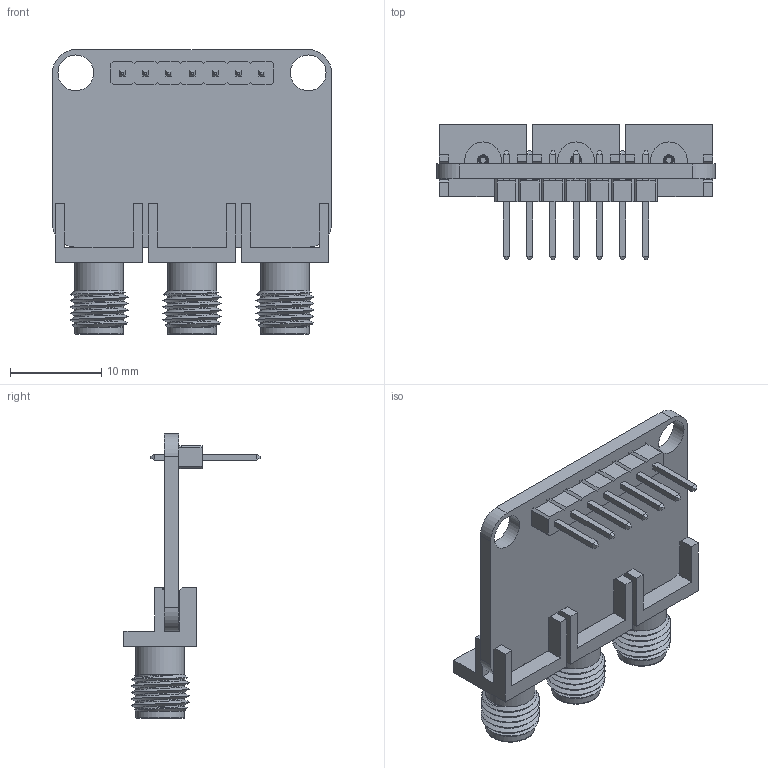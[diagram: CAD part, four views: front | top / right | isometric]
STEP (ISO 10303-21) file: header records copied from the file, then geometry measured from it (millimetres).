
FILE_DESCRIPTION(/* description */ (''),/* implementation_level */ '2;1');
FILE_NAME(/* name */ 'module Si5355A.stp',/* time_stamp */ '2021-10-24T21:29:56+07:00',/* author */ ('Phuc Bin'),/* organization */ (''),/* preprocessor_version */ 'ST-DEVELOPER v18',/* originating_system */ 'Autodesk Inventor 2020',/* authorisation */ '');
FILE_SCHEMA (('AUTOMOTIVE_DESIGN { 1 0 10303 214 3 1 1 }'));
Length unit declared in the file: inch
Products named in the file (4): module Si5355A; Board; 7Pin Header; RF connector
Assembly tree (5 placements, depth 2):
  module Si5355A
    Board
    7Pin Header
    RF connector  x3
Bounding box: 30.48 x 14.89 x 31.12 mm (x, y, z)
Volume: 2001.2 mm3; surface area: 3585.7 mm2
Topology: 8 solids, 8 shells, 402 faces, 1020 edges, 669 vertices
Faces by surface type: plane 305, cylinder 70, torus 15, cone 6, bspline 6
Full cylindrical faces by diameter (mm): 0.76 x3, 1 x13, 3.912 x2, 4 x3, 4.5 x3, 5.34 x6, 5.433 x15, 6.35 x9
Entity records: 9566 total; most frequent: CARTESIAN_POINT 2657, ORIENTED_EDGE 1372, DIRECTION 1310, EDGE_CURVE 686, LINE 578, VECTOR 578, VERTEX_POINT 435, AXIS2_PLACEMENT_3D 366
